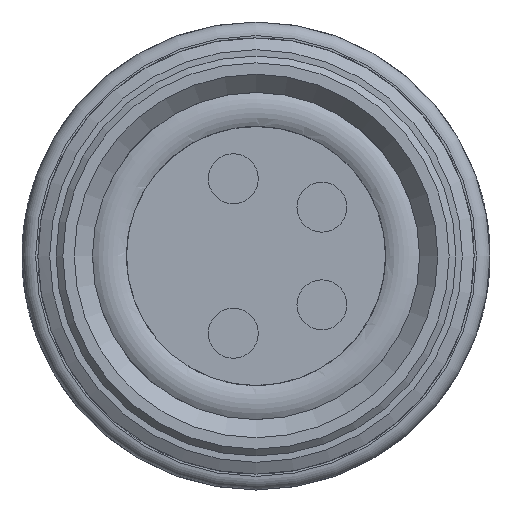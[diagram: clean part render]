
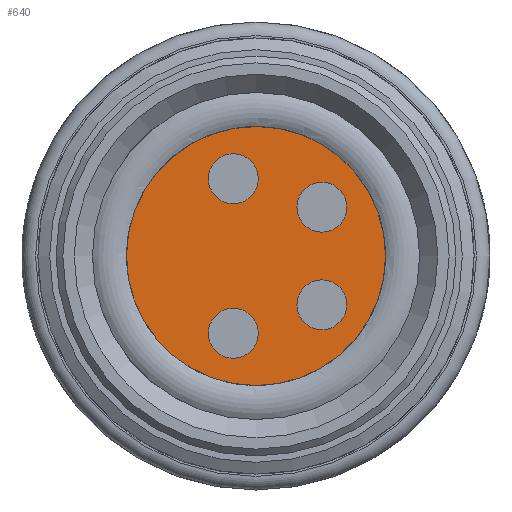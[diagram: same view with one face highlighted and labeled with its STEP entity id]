
A CAD part, front view. The second image highlights one B-rep face of the part: STEP entity #640.
In plain terms, the highlighted planar face has unit normal (0, -1, 0).
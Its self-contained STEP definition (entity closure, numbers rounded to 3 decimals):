
#291=PLANE('',#2247);
#640=ADVANCED_FACE('',(#712,#713,#714,#715,#716),#291,.F.);
#712=FACE_BOUND('',#884,.T.);
#713=FACE_BOUND('',#885,.T.);
#714=FACE_BOUND('',#886,.T.);
#715=FACE_BOUND('',#887,.T.);
#716=FACE_BOUND('',#888,.T.);
#884=EDGE_LOOP('',(#1412));
#885=EDGE_LOOP('',(#1413));
#886=EDGE_LOOP('',(#1414));
#887=EDGE_LOOP('',(#1415));
#888=EDGE_LOOP('',(#1416));
#1412=ORIENTED_EDGE('',*,*,#1850,.F.);
#1413=ORIENTED_EDGE('',*,*,#1849,.F.);
#1414=ORIENTED_EDGE('',*,*,#1848,.F.);
#1415=ORIENTED_EDGE('',*,*,#1847,.F.);
#1416=ORIENTED_EDGE('',*,*,#1842,.F.);
#1578=VERTEX_POINT('',#4499);
#1583=VERTEX_POINT('',#4514);
#1584=VERTEX_POINT('',#4517);
#1585=VERTEX_POINT('',#4520);
#1586=VERTEX_POINT('',#4523);
#1842=EDGE_CURVE('',#1578,#1578,#1985,.T.);
#1847=EDGE_CURVE('',#1583,#1583,#1990,.T.);
#1848=EDGE_CURVE('',#1584,#1584,#1991,.T.);
#1849=EDGE_CURVE('',#1585,#1585,#1992,.T.);
#1850=EDGE_CURVE('',#1586,#1586,#1993,.T.);
#1985=CIRCLE('',#2229,2.85);
#1990=CIRCLE('',#2239,0.55);
#1991=CIRCLE('',#2241,0.55);
#1992=CIRCLE('',#2243,0.55);
#1993=CIRCLE('',#2245,0.55);
#2229=AXIS2_PLACEMENT_3D('',#4498,#2770,#2771);
#2239=AXIS2_PLACEMENT_3D('',#4513,#2790,#2791);
#2241=AXIS2_PLACEMENT_3D('',#4516,#2794,#2795);
#2243=AXIS2_PLACEMENT_3D('',#4519,#2798,#2799);
#2245=AXIS2_PLACEMENT_3D('',#4522,#2802,#2803);
#2247=AXIS2_PLACEMENT_3D('',#4525,#2806,#2807);
#2770=DIRECTION('',(0.,1.,0.));
#2771=DIRECTION('',(1.,0.,0.));
#2790=DIRECTION('',(0.,-1.,0.));
#2791=DIRECTION('',(0.,0.,-1.));
#2794=DIRECTION('',(0.,-1.,0.));
#2795=DIRECTION('',(0.,0.,-1.));
#2798=DIRECTION('',(0.,-1.,0.));
#2799=DIRECTION('',(0.,0.,-1.));
#2802=DIRECTION('',(0.,-1.,0.));
#2803=DIRECTION('',(0.,0.,-1.));
#2806=DIRECTION('',(0.,1.,0.));
#2807=DIRECTION('',(1.,0.,0.));
#4498=CARTESIAN_POINT('',(79.15,13.55,0.));
#4499=CARTESIAN_POINT('',(82.,13.55,0.));
#4513=CARTESIAN_POINT('',(80.6,13.55,-1.075));
#4514=CARTESIAN_POINT('',(80.6,13.55,-1.625));
#4516=CARTESIAN_POINT('',(80.6,13.55,1.075));
#4517=CARTESIAN_POINT('',(80.6,13.55,0.525));
#4519=CARTESIAN_POINT('',(78.65,13.55,1.7));
#4520=CARTESIAN_POINT('',(78.65,13.55,1.15));
#4522=CARTESIAN_POINT('',(78.65,13.55,-1.7));
#4523=CARTESIAN_POINT('',(78.65,13.55,-2.25));
#4525=CARTESIAN_POINT('',(79.15,13.55,0.));
